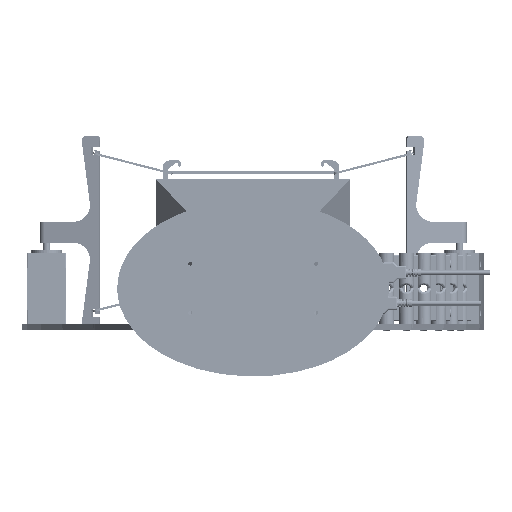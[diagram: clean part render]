
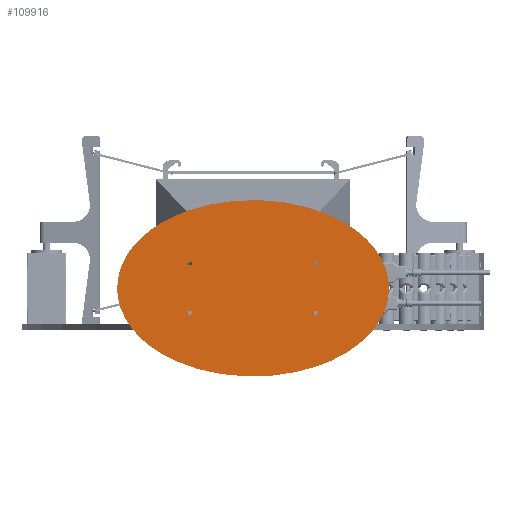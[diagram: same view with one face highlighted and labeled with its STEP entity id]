
A CAD part, front view. The second image highlights one B-rep face of the part: STEP entity #109916.
In plain terms, the highlighted planar face has unit normal (0, -1, 0).
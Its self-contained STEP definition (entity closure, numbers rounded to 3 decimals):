
#2530 = ORIENTED_EDGE ( 'NONE', *, *, #130272, .T. ) ;
#3091 = AXIS2_PLACEMENT_3D ( 'NONE', #135766, #22958, #73213 ) ;
#3404 = DIRECTION ( 'NONE',  ( 0., 0., 1. ) ) ;
#4885 = DIRECTION ( 'NONE',  ( 0., 0., 1. ) ) ;
#5133 = VERTEX_POINT ( 'NONE', #35048 ) ;
#5328 = CARTESIAN_POINT ( 'NONE',  ( -79.899, 0., 36.708 ) ) ;
#7025 = CARTESIAN_POINT ( 'NONE',  ( 45., 0., 19. ) ) ;
#7288 = CARTESIAN_POINT ( 'NONE',  ( 63.399, 0., -49.102 ) ) ;
#8577 = CARTESIAN_POINT ( 'NONE',  ( 45., 0., -16. ) ) ;
#8744 = EDGE_CURVE ( 'NONE', #125631, #63730, #17715, .T. ) ;
#11169 = DIRECTION ( 'NONE',  ( 0., 1., 0. ) ) ;
#11579 = EDGE_CURVE ( 'NONE', #47083, #86933, #120913, .T. ) ;
#11976 = CARTESIAN_POINT ( 'NONE',  ( 45., 0., -19. ) ) ;
#12703 = DIRECTION ( 'NONE',  ( 0., 0., 1. ) ) ;
#12707 = EDGE_CURVE ( 'NONE', #130075, #125754, #94020, .T. ) ;
#15056 = CARTESIAN_POINT ( 'NONE',  ( -96.99, 0., 0. ) ) ;
#15830 = PLANE ( 'NONE',  #62519 ) ;
#16392 = ORIENTED_EDGE ( 'NONE', *, *, #12707, .T. ) ;
#17715 = CIRCLE ( 'NONE', #80987, 1.5 ) ;
#17776 = CARTESIAN_POINT ( 'NONE',  ( -96.99, 0., 4.445 ) ) ;
#18580 = CARTESIAN_POINT ( 'NONE',  ( 96.99, 0., 0. ) ) ;
#19743 = CARTESIAN_POINT ( 'NONE',  ( 95.56, 0., -13.336 ) ) ;
#22958 = DIRECTION ( 'NONE',  ( 0., 1., 0. ) ) ;
#22990 = CARTESIAN_POINT ( 'NONE',  ( 45., 0., 17.5 ) ) ;
#25296 = EDGE_CURVE ( 'NONE', #155966, #52320, #113866, .T. ) ;
#28213 = FACE_BOUND ( 'NONE', #146745, .T. ) ;
#30025 = AXIS2_PLACEMENT_3D ( 'NONE', #75378, #125577, #12703 ) ;
#30947 = CARTESIAN_POINT ( 'NONE',  ( 89.428, 0., 25.741 ) ) ;
#31162 = ORIENTED_EDGE ( 'NONE', *, *, #105038, .F. ) ;
#32922 = CARTESIAN_POINT ( 'NONE',  ( -95.56, 0., -13.336 ) ) ;
#35048 = CARTESIAN_POINT ( 'NONE',  ( 45., 0., 16. ) ) ;
#36076 = EDGE_CURVE ( 'NONE', #52320, #155966, #39798, .T. ) ;
#36721 = ORIENTED_EDGE ( 'NONE', *, *, #41270, .T. ) ;
#39279 = EDGE_LOOP ( 'NONE', ( #128088, #62524 ) ) ;
#39648 = CIRCLE ( 'NONE', #88323, 1.5 ) ;
#39798 = CIRCLE ( 'NONE', #126420, 1.5 ) ;
#40107 = ORIENTED_EDGE ( 'NONE', *, *, #11579, .F. ) ;
#41270 = EDGE_CURVE ( 'NONE', #5133, #124421, #151170, .T. ) ;
#43305 = CARTESIAN_POINT ( 'NONE',  ( 36.883, 0., 59.988 ) ) ;
#45250 = CARTESIAN_POINT ( 'NONE',  ( -63.399, 0., -49.102 ) ) ;
#47083 = VERTEX_POINT ( 'NONE', #15056 ) ;
#52320 = VERTEX_POINT ( 'NONE', #8577 ) ;
#55049 = CARTESIAN_POINT ( 'NONE',  ( 45., 0., 17.5 ) ) ;
#55457 = CARTESIAN_POINT ( 'NONE',  ( -45., 0., 17.5 ) ) ;
#55686 = CARTESIAN_POINT ( 'NONE',  ( -63.399, 0., 49.102 ) ) ;
#57639 = CARTESIAN_POINT ( 'NONE',  ( 36.883, 0., -59.988 ) ) ;
#61481 = DIRECTION ( 'NONE',  ( 0., 0., 1. ) ) ;
#62519 = AXIS2_PLACEMENT_3D ( 'NONE', #66134, #116288, #3404 ) ;
#62524 = ORIENTED_EDGE ( 'NONE', *, *, #8744, .T. ) ;
#63730 = VERTEX_POINT ( 'NONE', #123557 ) ;
#66134 = CARTESIAN_POINT ( 'NONE',  ( 0., 0., 0. ) ) ;
#67625 = CARTESIAN_POINT ( 'NONE',  ( -45., 0., 17.5 ) ) ;
#67655 = AXIS2_PLACEMENT_3D ( 'NONE', #86199, #11169, #61481 ) ;
#68069 = CARTESIAN_POINT ( 'NONE',  ( -95.56, 0., 13.336 ) ) ;
#70022 = CARTESIAN_POINT ( 'NONE',  ( 89.428, 0., -25.741 ) ) ;
#73213 = DIRECTION ( 'NONE',  ( 0., 0., 1. ) ) ;
#73247 = DIRECTION ( 'NONE',  ( 0., 1., 0. ) ) ;
#75378 = CARTESIAN_POINT ( 'NONE',  ( -45., 0., -17.5 ) ) ;
#78458 = FACE_BOUND ( 'NONE', #39279, .T. ) ;
#78867 = DIRECTION ( 'NONE',  ( 0., 1., 0. ) ) ;
#80147 = AXIS2_PLACEMENT_3D ( 'NONE', #22990, #73247, #123431 ) ;
#80568 = CIRCLE ( 'NONE', #109889, 1.5 ) ;
#80987 = AXIS2_PLACEMENT_3D ( 'NONE', #67625, #117774, #4885 ) ;
#81204 = CARTESIAN_POINT ( 'NONE',  ( 95.56, 0., 13.336 ) ) ;
#82335 = CARTESIAN_POINT ( 'NONE',  ( 96.99, 0., 0. ) ) ;
#83152 = CARTESIAN_POINT ( 'NONE',  ( -96.99, 0., -4.445 ) ) ;
#86199 = CARTESIAN_POINT ( 'NONE',  ( -45., 0., -17.5 ) ) ;
#86933 = VERTEX_POINT ( 'NONE', #90759 ) ;
#88323 = AXIS2_PLACEMENT_3D ( 'NONE', #55457, #105618, #155886 ) ;
#90759 = CARTESIAN_POINT ( 'NONE',  ( 96.99, 0., 0. ) ) ;
#90828 = FACE_BOUND ( 'NONE', #135850, .T. ) ;
#92732 = CARTESIAN_POINT ( 'NONE',  ( -96.99, 0., 0. ) ) ;
#93540 = CARTESIAN_POINT ( 'NONE',  ( 63.399, 0., 49.102 ) ) ;
#94020 = CIRCLE ( 'NONE', #30025, 1.5 ) ;
#95469 = CARTESIAN_POINT ( 'NONE',  ( -79.899, 0., -36.708 ) ) ;
#99109 = CIRCLE ( 'NONE', #67655, 1.5 ) ;
#101553 = EDGE_LOOP ( 'NONE', ( #151095, #148645 ) ) ;
#105038 = EDGE_CURVE ( 'NONE', #86933, #47083, #159019, .T. ) ;
#105209 = DIRECTION ( 'NONE',  ( 0., 1., 0. ) ) ;
#105618 = DIRECTION ( 'NONE',  ( 0., 1., 0. ) ) ;
#105856 = CARTESIAN_POINT ( 'NONE',  ( -36.883, 0., 59.988 ) ) ;
#107816 = CARTESIAN_POINT ( 'NONE',  ( 0., 0., -64.506 ) ) ;
#109889 = AXIS2_PLACEMENT_3D ( 'NONE', #55049, #105209, #155482 ) ;
#109916 = ADVANCED_FACE ( 'NONE', ( #90828, #141055, #28213, #78458, #128683 ), #15830, .F. ) ;
#113866 = CIRCLE ( 'NONE', #3091, 1.5 ) ;
#114017 = CARTESIAN_POINT ( 'NONE',  ( -45., 0., -16. ) ) ;
#116288 = DIRECTION ( 'NONE',  ( 0., 1., 0. ) ) ;
#117774 = DIRECTION ( 'NONE',  ( 0., 1., 0. ) ) ;
#118219 = CARTESIAN_POINT ( 'NONE',  ( -89.428, 0., 25.741 ) ) ;
#120171 = CARTESIAN_POINT ( 'NONE',  ( 79.899, 0., -36.708 ) ) ;
#120913 = B_SPLINE_CURVE_WITH_KNOTS ( 'NONE', 3,
 ( #92732, #17776, #68069, #118219, #5328, #55686, #105856, #156132, #43305, #93540, #143803, #30947, #81204, #131388, #18580 ),
 .UNSPECIFIED., .F., .F.,
 ( 4, 1, 1, 1, 1, 1, 1, 1, 1, 1, 1, 1, 4 ),
 ( 3.142, 3.338, 3.534, 3.731, 3.927, 4.32, 4.712, 5.105, 5.498, 5.694, 5.89, 6.087, 6.283 ),
 .UNSPECIFIED. ) ;
#123431 = DIRECTION ( 'NONE',  ( 0., 0., 1. ) ) ;
#123557 = CARTESIAN_POINT ( 'NONE',  ( -45., 0., 19. ) ) ;
#124421 = VERTEX_POINT ( 'NONE', #7025 ) ;
#125577 = DIRECTION ( 'NONE',  ( 0., 1., 0. ) ) ;
#125631 = VERTEX_POINT ( 'NONE', #126441 ) ;
#125754 = VERTEX_POINT ( 'NONE', #114017 ) ;
#126420 = AXIS2_PLACEMENT_3D ( 'NONE', #153839, #78867, #129079 ) ;
#126441 = CARTESIAN_POINT ( 'NONE',  ( -45., 0., 16. ) ) ;
#127883 = EDGE_CURVE ( 'NONE', #125754, #130075, #99109, .T. ) ;
#128088 = ORIENTED_EDGE ( 'NONE', *, *, #138016, .T. ) ;
#128683 = FACE_OUTER_BOUND ( 'NONE', #129818, .T. ) ;
#129079 = DIRECTION ( 'NONE',  ( 0., 0., 1. ) ) ;
#129818 = EDGE_LOOP ( 'NONE', ( #31162, #40107 ) ) ;
#130075 = VERTEX_POINT ( 'NONE', #158104 ) ;
#130272 = EDGE_CURVE ( 'NONE', #124421, #5133, #80568, .T. ) ;
#131388 = CARTESIAN_POINT ( 'NONE',  ( 96.99, 0., 4.445 ) ) ;
#132532 = CARTESIAN_POINT ( 'NONE',  ( 96.99, 0., -4.445 ) ) ;
#133352 = CARTESIAN_POINT ( 'NONE',  ( -96.99, 0., 0. ) ) ;
#134431 = ORIENTED_EDGE ( 'NONE', *, *, #127883, .T. ) ;
#135766 = CARTESIAN_POINT ( 'NONE',  ( 45., 0., -17.5 ) ) ;
#135850 = EDGE_LOOP ( 'NONE', ( #2530, #36721 ) ) ;
#138016 = EDGE_CURVE ( 'NONE', #63730, #125631, #39648, .T. ) ;
#141055 = FACE_BOUND ( 'NONE', #101553, .T. ) ;
#143803 = CARTESIAN_POINT ( 'NONE',  ( 79.899, 0., 36.708 ) ) ;
#145742 = CARTESIAN_POINT ( 'NONE',  ( -89.428, 0., -25.741 ) ) ;
#146745 = EDGE_LOOP ( 'NONE', ( #134431, #16392 ) ) ;
#148645 = ORIENTED_EDGE ( 'NONE', *, *, #25296, .T. ) ;
#151095 = ORIENTED_EDGE ( 'NONE', *, *, #36076, .T. ) ;
#151170 = CIRCLE ( 'NONE', #80147, 1.5 ) ;
#153839 = CARTESIAN_POINT ( 'NONE',  ( 45., 0., -17.5 ) ) ;
#155482 = DIRECTION ( 'NONE',  ( 0., 0., 1. ) ) ;
#155886 = DIRECTION ( 'NONE',  ( 0., 0., 1. ) ) ;
#155966 = VERTEX_POINT ( 'NONE', #11976 ) ;
#156132 = CARTESIAN_POINT ( 'NONE',  ( 0., 0., 64.506 ) ) ;
#158096 = CARTESIAN_POINT ( 'NONE',  ( -36.883, 0., -59.988 ) ) ;
#158104 = CARTESIAN_POINT ( 'NONE',  ( -45., 0., -19. ) ) ;
#159019 = B_SPLINE_CURVE_WITH_KNOTS ( 'NONE', 3,
 ( #82335, #132532, #19743, #70022, #120171, #7288, #57639, #107816, #158096, #45250, #95469, #145742, #32922, #83152, #133352 ),
 .UNSPECIFIED., .F., .F.,
 ( 4, 1, 1, 1, 1, 1, 1, 1, 1, 1, 1, 1, 4 ),
 ( 0., 0.196, 0.393, 0.589, 0.785, 1.178, 1.571, 1.963, 2.356, 2.553, 2.749, 2.945, 3.142 ),
 .UNSPECIFIED. ) ;
